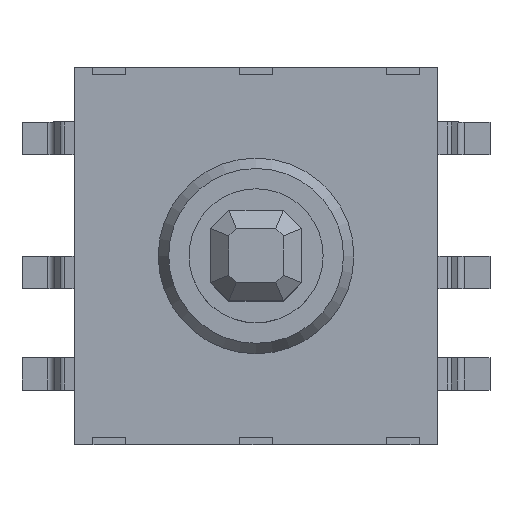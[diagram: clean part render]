
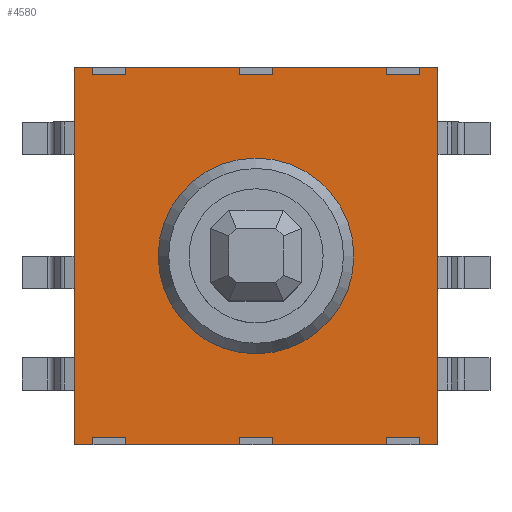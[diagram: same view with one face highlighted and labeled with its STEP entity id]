
A CAD part, top view. The second image highlights one B-rep face of the part: STEP entity #4580.
In plain terms, the highlighted planar face has unit normal (0, 0, 1).
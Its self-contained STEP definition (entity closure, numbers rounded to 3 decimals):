
#109=PLANE('',#4882);
#335=FACE_OUTER_BOUND('',#581,.T.);
#581=EDGE_LOOP('',(#3455,#3456,#3457,#3458,#3459,#3460,#3461,#3462,#3463,
#3464,#3465,#3466,#3467,#3468,#3469,#3470,#3471,#3472,#3473,#3474,#3475,
#3476,#3477,#3478,#3479,#3480,#3481,#3482));
#898=LINE('',#6620,#1516);
#900=LINE('',#6624,#1518);
#906=LINE('',#6636,#1524);
#918=LINE('',#6659,#1536);
#919=LINE('',#6661,#1537);
#920=LINE('',#6663,#1538);
#921=LINE('',#6665,#1539);
#922=LINE('',#6667,#1540);
#923=LINE('',#6669,#1541);
#924=LINE('',#6671,#1542);
#925=LINE('',#6673,#1543);
#926=LINE('',#6675,#1544);
#927=LINE('',#6677,#1545);
#928=LINE('',#6679,#1546);
#929=LINE('',#6681,#1547);
#930=LINE('',#6683,#1548);
#931=LINE('',#6685,#1549);
#932=LINE('',#6687,#1550);
#933=LINE('',#6689,#1551);
#934=LINE('',#6691,#1552);
#935=LINE('',#6693,#1553);
#936=LINE('',#6695,#1554);
#937=LINE('',#6697,#1555);
#938=LINE('',#6699,#1556);
#939=LINE('',#6701,#1557);
#940=LINE('',#6703,#1558);
#941=LINE('',#6705,#1559);
#942=LINE('',#6706,#1560);
#1516=VECTOR('',#5365,10.);
#1518=VECTOR('',#5369,10.);
#1524=VECTOR('',#5377,10.);
#1536=VECTOR('',#5395,10.);
#1537=VECTOR('',#5396,10.);
#1538=VECTOR('',#5397,10.);
#1539=VECTOR('',#5398,10.);
#1540=VECTOR('',#5399,10.);
#1541=VECTOR('',#5400,10.);
#1542=VECTOR('',#5401,10.);
#1543=VECTOR('',#5402,10.);
#1544=VECTOR('',#5403,10.);
#1545=VECTOR('',#5404,10.);
#1546=VECTOR('',#5405,10.);
#1547=VECTOR('',#5406,10.);
#1548=VECTOR('',#5407,10.);
#1549=VECTOR('',#5408,10.);
#1550=VECTOR('',#5409,10.);
#1551=VECTOR('',#5410,10.);
#1552=VECTOR('',#5411,10.);
#1553=VECTOR('',#5412,10.);
#1554=VECTOR('',#5413,10.);
#1555=VECTOR('',#5414,10.);
#1556=VECTOR('',#5415,10.);
#1557=VECTOR('',#5416,10.);
#1558=VECTOR('',#5417,10.);
#1559=VECTOR('',#5418,10.);
#1560=VECTOR('',#5419,10.);
#2148=VERTEX_POINT('',#6617);
#2149=VERTEX_POINT('',#6619);
#2150=VERTEX_POINT('',#6623);
#2155=VERTEX_POINT('',#6635);
#2163=VERTEX_POINT('',#6658);
#2164=VERTEX_POINT('',#6660);
#2165=VERTEX_POINT('',#6662);
#2166=VERTEX_POINT('',#6664);
#2167=VERTEX_POINT('',#6666);
#2168=VERTEX_POINT('',#6668);
#2169=VERTEX_POINT('',#6670);
#2170=VERTEX_POINT('',#6672);
#2171=VERTEX_POINT('',#6674);
#2172=VERTEX_POINT('',#6676);
#2173=VERTEX_POINT('',#6678);
#2174=VERTEX_POINT('',#6680);
#2175=VERTEX_POINT('',#6682);
#2176=VERTEX_POINT('',#6684);
#2177=VERTEX_POINT('',#6686);
#2178=VERTEX_POINT('',#6688);
#2179=VERTEX_POINT('',#6690);
#2180=VERTEX_POINT('',#6692);
#2181=VERTEX_POINT('',#6694);
#2182=VERTEX_POINT('',#6696);
#2183=VERTEX_POINT('',#6698);
#2184=VERTEX_POINT('',#6700);
#2185=VERTEX_POINT('',#6702);
#2186=VERTEX_POINT('',#6704);
#2630=EDGE_CURVE('',#2149,#2148,#898,.T.);
#2632=EDGE_CURVE('',#2148,#2150,#900,.T.);
#2638=EDGE_CURVE('',#2155,#2149,#906,.T.);
#2650=EDGE_CURVE('',#2150,#2163,#918,.T.);
#2651=EDGE_CURVE('',#2163,#2164,#919,.T.);
#2652=EDGE_CURVE('',#2164,#2165,#920,.T.);
#2653=EDGE_CURVE('',#2165,#2166,#921,.T.);
#2654=EDGE_CURVE('',#2166,#2167,#922,.T.);
#2655=EDGE_CURVE('',#2167,#2168,#923,.T.);
#2656=EDGE_CURVE('',#2168,#2169,#924,.T.);
#2657=EDGE_CURVE('',#2169,#2170,#925,.T.);
#2658=EDGE_CURVE('',#2170,#2171,#926,.T.);
#2659=EDGE_CURVE('',#2171,#2172,#927,.T.);
#2660=EDGE_CURVE('',#2172,#2173,#928,.T.);
#2661=EDGE_CURVE('',#2173,#2174,#929,.T.);
#2662=EDGE_CURVE('',#2174,#2175,#930,.T.);
#2663=EDGE_CURVE('',#2175,#2176,#931,.T.);
#2664=EDGE_CURVE('',#2176,#2177,#932,.T.);
#2665=EDGE_CURVE('',#2177,#2178,#933,.T.);
#2666=EDGE_CURVE('',#2178,#2179,#934,.T.);
#2667=EDGE_CURVE('',#2179,#2180,#935,.T.);
#2668=EDGE_CURVE('',#2180,#2181,#936,.T.);
#2669=EDGE_CURVE('',#2181,#2182,#937,.T.);
#2670=EDGE_CURVE('',#2182,#2183,#938,.T.);
#2671=EDGE_CURVE('',#2183,#2184,#939,.T.);
#2672=EDGE_CURVE('',#2184,#2185,#940,.T.);
#2673=EDGE_CURVE('',#2185,#2186,#941,.T.);
#2674=EDGE_CURVE('',#2186,#2155,#942,.T.);
#3455=ORIENTED_EDGE('',*,*,#2638,.T.);
#3456=ORIENTED_EDGE('',*,*,#2630,.T.);
#3457=ORIENTED_EDGE('',*,*,#2632,.T.);
#3458=ORIENTED_EDGE('',*,*,#2650,.T.);
#3459=ORIENTED_EDGE('',*,*,#2651,.T.);
#3460=ORIENTED_EDGE('',*,*,#2652,.T.);
#3461=ORIENTED_EDGE('',*,*,#2653,.T.);
#3462=ORIENTED_EDGE('',*,*,#2654,.T.);
#3463=ORIENTED_EDGE('',*,*,#2655,.T.);
#3464=ORIENTED_EDGE('',*,*,#2656,.T.);
#3465=ORIENTED_EDGE('',*,*,#2657,.T.);
#3466=ORIENTED_EDGE('',*,*,#2658,.T.);
#3467=ORIENTED_EDGE('',*,*,#2659,.T.);
#3468=ORIENTED_EDGE('',*,*,#2660,.T.);
#3469=ORIENTED_EDGE('',*,*,#2661,.T.);
#3470=ORIENTED_EDGE('',*,*,#2662,.T.);
#3471=ORIENTED_EDGE('',*,*,#2663,.T.);
#3472=ORIENTED_EDGE('',*,*,#2664,.T.);
#3473=ORIENTED_EDGE('',*,*,#2665,.T.);
#3474=ORIENTED_EDGE('',*,*,#2666,.T.);
#3475=ORIENTED_EDGE('',*,*,#2667,.T.);
#3476=ORIENTED_EDGE('',*,*,#2668,.T.);
#3477=ORIENTED_EDGE('',*,*,#2669,.T.);
#3478=ORIENTED_EDGE('',*,*,#2670,.T.);
#3479=ORIENTED_EDGE('',*,*,#2671,.T.);
#3480=ORIENTED_EDGE('',*,*,#2672,.T.);
#3481=ORIENTED_EDGE('',*,*,#2673,.T.);
#3482=ORIENTED_EDGE('',*,*,#2674,.T.);
#4580=ADVANCED_FACE('',(#335),#109,.T.);
#4882=AXIS2_PLACEMENT_3D('',#6657,#5393,#5394);
#5365=DIRECTION('',(1.,0.,0.));
#5369=DIRECTION('',(0.,-1.,0.));
#5377=DIRECTION('',(0.,1.,0.));
#5393=DIRECTION('center_axis',(0.,0.,1.));
#5394=DIRECTION('ref_axis',(0.,-1.,0.));
#5395=DIRECTION('',(1.,0.,0.));
#5396=DIRECTION('',(0.,1.,0.));
#5397=DIRECTION('',(1.,0.,0.));
#5398=DIRECTION('',(0.,-1.,0.));
#5399=DIRECTION('',(1.,0.,0.));
#5400=DIRECTION('',(0.,1.,0.));
#5401=DIRECTION('',(1.,0.,0.));
#5402=DIRECTION('',(0.,-1.,0.));
#5403=DIRECTION('',(1.,0.,0.));
#5404=DIRECTION('',(0.,1.,0.));
#5405=DIRECTION('',(-1.,0.,0.));
#5406=DIRECTION('',(0.,-1.,0.));
#5407=DIRECTION('',(-1.,0.,0.));
#5408=DIRECTION('',(0.,1.,0.));
#5409=DIRECTION('',(-1.,0.,0.));
#5410=DIRECTION('',(0.,-1.,0.));
#5411=DIRECTION('',(-1.,0.,0.));
#5412=DIRECTION('',(0.,1.,0.));
#5413=DIRECTION('',(-1.,0.,0.));
#5414=DIRECTION('',(0.,-1.,0.));
#5415=DIRECTION('',(-1.,0.,0.));
#5416=DIRECTION('',(0.,1.,0.));
#5417=DIRECTION('',(-1.,0.,0.));
#5418=DIRECTION('',(0.,-1.,0.));
#5419=DIRECTION('',(1.,0.,0.));
#6617=CARTESIAN_POINT('',(1.4,0.,3.));
#6619=CARTESIAN_POINT('',(0.5,0.,3.));
#6620=CARTESIAN_POINT('',(2.975,0.,3.));
#6623=CARTESIAN_POINT('',(1.4,-0.2,3.));
#6624=CARTESIAN_POINT('',(1.4,2.45,3.));
#6635=CARTESIAN_POINT('',(0.5,-0.2,3.));
#6636=CARTESIAN_POINT('',(0.5,2.45,3.));
#6657=CARTESIAN_POINT('Origin',(5.,5.,3.));
#6658=CARTESIAN_POINT('',(4.55,-0.2,3.));
#6659=CARTESIAN_POINT('',(5.,-0.2,3.));
#6660=CARTESIAN_POINT('',(4.55,0.,3.));
#6661=CARTESIAN_POINT('',(4.55,2.45,3.));
#6662=CARTESIAN_POINT('',(5.45,0.,3.));
#6663=CARTESIAN_POINT('',(5.,0.,3.));
#6664=CARTESIAN_POINT('',(5.45,-0.2,3.));
#6665=CARTESIAN_POINT('',(5.45,2.45,3.));
#6666=CARTESIAN_POINT('',(8.6,-0.2,3.));
#6667=CARTESIAN_POINT('',(5.,-0.2,3.));
#6668=CARTESIAN_POINT('',(8.6,0.,3.));
#6669=CARTESIAN_POINT('',(8.6,2.45,3.));
#6670=CARTESIAN_POINT('',(9.5,0.,3.));
#6671=CARTESIAN_POINT('',(7.025,0.,3.));
#6672=CARTESIAN_POINT('',(9.5,-0.2,3.));
#6673=CARTESIAN_POINT('',(9.5,2.45,3.));
#6674=CARTESIAN_POINT('',(10.,-0.2,3.));
#6675=CARTESIAN_POINT('',(5.,-0.2,3.));
#6676=CARTESIAN_POINT('',(10.,10.2,3.));
#6677=CARTESIAN_POINT('',(10.,5.,3.));
#6678=CARTESIAN_POINT('',(9.5,10.2,3.));
#6679=CARTESIAN_POINT('',(5.,10.2,3.));
#6680=CARTESIAN_POINT('',(9.5,10.,3.));
#6681=CARTESIAN_POINT('',(9.5,7.55,3.));
#6682=CARTESIAN_POINT('',(8.6,10.,3.));
#6683=CARTESIAN_POINT('',(6.975,10.,3.));
#6684=CARTESIAN_POINT('',(8.6,10.2,3.));
#6685=CARTESIAN_POINT('',(8.6,7.55,3.));
#6686=CARTESIAN_POINT('',(5.45,10.2,3.));
#6687=CARTESIAN_POINT('',(5.,10.2,3.));
#6688=CARTESIAN_POINT('',(5.45,10.,3.));
#6689=CARTESIAN_POINT('',(5.45,7.55,3.));
#6690=CARTESIAN_POINT('',(4.55,10.,3.));
#6691=CARTESIAN_POINT('',(4.95,10.,3.));
#6692=CARTESIAN_POINT('',(4.55,10.2,3.));
#6693=CARTESIAN_POINT('',(4.55,7.55,3.));
#6694=CARTESIAN_POINT('',(1.4,10.2,3.));
#6695=CARTESIAN_POINT('',(5.,10.2,3.));
#6696=CARTESIAN_POINT('',(1.4,10.,3.));
#6697=CARTESIAN_POINT('',(1.4,7.55,3.));
#6698=CARTESIAN_POINT('',(0.5,10.,3.));
#6699=CARTESIAN_POINT('',(2.925,10.,3.));
#6700=CARTESIAN_POINT('',(0.5,10.2,3.));
#6701=CARTESIAN_POINT('',(0.5,7.55,3.));
#6702=CARTESIAN_POINT('',(0.,10.2,3.));
#6703=CARTESIAN_POINT('',(5.,10.2,3.));
#6704=CARTESIAN_POINT('',(0.,-0.2,3.));
#6705=CARTESIAN_POINT('',(0.,5.,3.));
#6706=CARTESIAN_POINT('',(5.,-0.2,3.));
